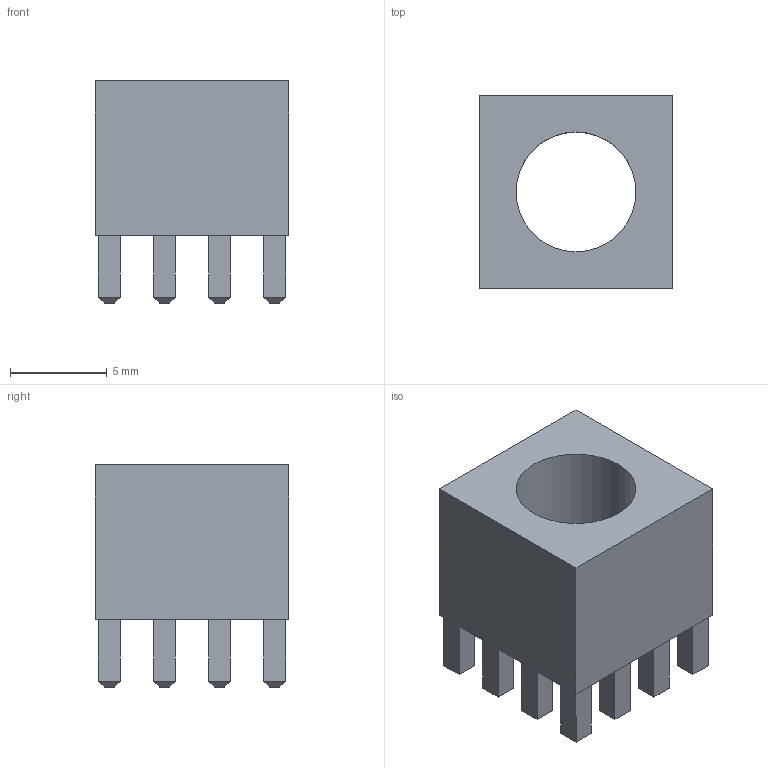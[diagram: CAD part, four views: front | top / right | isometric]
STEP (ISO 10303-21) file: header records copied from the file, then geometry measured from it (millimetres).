
FILE_DESCRIPTION (( 'STEP AP203' ), '1' );
FILE_NAME ('94720-A.STEP', '2013-12-17T19:14:35', ( 'Hajo' ), ( 'Microsoft' ), 'SwSTEP 2.0', 'SolidWorks 2011', '' );
FILE_SCHEMA (( 'CONFIG_CONTROL_DESIGN' ));
Length unit declared in the file: millimetre
Products named in the file (1): 94720-A
Bounding box: 10 x 10 x 11.5 mm (x, y, z)
Volume: 610.1 mm3; surface area: 794 mm2
Topology: 1 solids, 1 shells, 116 faces, 258 edges, 156 vertices
Faces by surface type: plane 114, cylinder 2
Entity records: 3163 total; most frequent: CARTESIAN_POINT 531, ORIENTED_EDGE 516, DIRECTION 496, EDGE_CURVE 258, LINE 254, VECTOR 254, VERTEX_POINT 156, EDGE_LOOP 130
